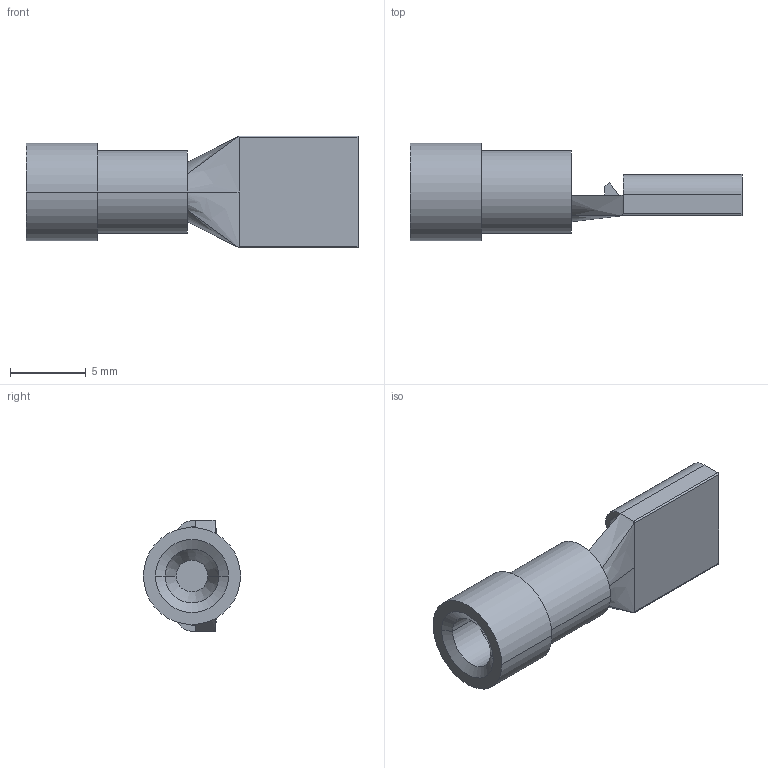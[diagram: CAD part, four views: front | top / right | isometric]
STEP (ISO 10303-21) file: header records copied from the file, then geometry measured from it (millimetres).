
FILE_DESCRIPTION((''),'2;1');
FILE_NAME('190170037','2018-10-30T',('gga'),(''),'PRO/ENGINEER BY PARAMETRIC TECHNOLOGY CORPORATION, 2016010','PRO/ENGINEER BY PARAMETRIC TECHNOLOGY CORPORATION, 2016010','');
FILE_SCHEMA(('CONFIG_CONTROL_DESIGN'));
Length unit declared in the file: inch
Products named in the file (1): 190170037
Bounding box: 21.97 x 6.43 x 7.39 mm (x, y, z)
Volume: 318.5 mm3; surface area: 642.6 mm2
Topology: 1 solids, 1 shells, 60 faces, 151 edges, 98 vertices
Faces by surface type: plane 31, cylinder 17, bspline 8, cone 4
Entity records: 2042 total; most frequent: CARTESIAN_POINT 556, ORIENTED_EDGE 300, DIRECTION 293, EDGE_CURVE 150, AXIS2_PLACEMENT_3D 99, VERTEX_POINT 96, VECTOR 95, LINE 95
